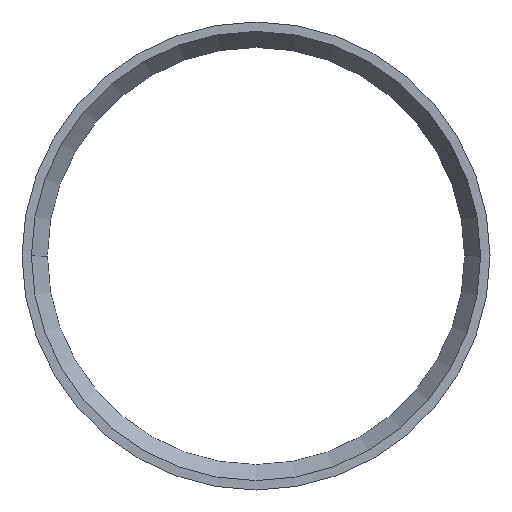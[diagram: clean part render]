
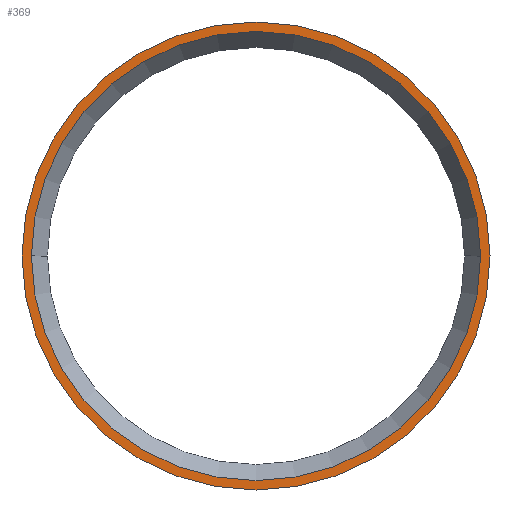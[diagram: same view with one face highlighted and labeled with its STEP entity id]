
A CAD part, left-side view. The second image highlights one B-rep face of the part: STEP entity #369.
In plain terms, the highlighted planar face has unit normal (-1, 0, 0).
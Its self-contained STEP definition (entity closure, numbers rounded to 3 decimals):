
#1 = AXIS2_PLACEMENT_3D ( 'NONE', #5, #75, #387 ) ;
#5 = CARTESIAN_POINT ( 'NONE',  ( 0., 0., 0. ) ) ;
#8 = FACE_OUTER_BOUND ( 'NONE', #324, .T. ) ;
#18 = CARTESIAN_POINT ( 'NONE',  ( 0., 80.74, 0. ) ) ;
#25 = DIRECTION ( 'NONE',  ( 0., 1., 0. ) ) ;
#34 = CARTESIAN_POINT ( 'NONE',  ( 0., 0., 0. ) ) ;
#39 = DIRECTION ( 'NONE',  ( 0., 1., 0. ) ) ;
#53 = DIRECTION ( 'NONE',  ( 0., -1., 0. ) ) ;
#75 = DIRECTION ( 'NONE',  ( 1., 0., 0. ) ) ;
#79 = VERTEX_POINT ( 'NONE', #374 ) ;
#99 = CARTESIAN_POINT ( 'NONE',  ( 0., 0., 0. ) ) ;
#100 = EDGE_CURVE ( 'NONE', #192, #125, #188, .T. ) ;
#107 = EDGE_CURVE ( 'NONE', #125, #192, #241, .T. ) ;
#109 = DIRECTION ( 'NONE',  ( 1., 0., 0. ) ) ;
#125 = VERTEX_POINT ( 'NONE', #282 ) ;
#145 = EDGE_CURVE ( 'NONE', #301, #79, #252, .T. ) ;
#150 = DIRECTION ( 'NONE',  ( 1., 0., 0. ) ) ;
#164 = EDGE_LOOP ( 'NONE', ( #394, #187 ) ) ;
#171 = PLANE ( 'NONE',  #368 ) ;
#179 = DIRECTION ( 'NONE',  ( 0., 1., 0. ) ) ;
#187 = ORIENTED_EDGE ( 'NONE', *, *, #107, .T. ) ;
#188 = CIRCLE ( 'NONE', #197, 80.74 ) ;
#191 = CARTESIAN_POINT ( 'NONE',  ( 0., 80.74, 0. ) ) ;
#192 = VERTEX_POINT ( 'NONE', #191 ) ;
#197 = AXIS2_PLACEMENT_3D ( 'NONE', #318, #315, #179 ) ;
#234 = ORIENTED_EDGE ( 'NONE', *, *, #317, .F. ) ;
#241 = CIRCLE ( 'NONE', #287, 80.74 ) ;
#252 = CIRCLE ( 'NONE', #1, 84.14 ) ;
#265 = DIRECTION ( 'NONE',  ( -1., 0., 0. ) ) ;
#277 = CIRCLE ( 'NONE', #336, 84.14 ) ;
#282 = CARTESIAN_POINT ( 'NONE',  ( 0., -80.74, 0. ) ) ;
#287 = AXIS2_PLACEMENT_3D ( 'NONE', #34, #150, #25 ) ;
#296 = FACE_BOUND ( 'NONE', #164, .T. ) ;
#301 = VERTEX_POINT ( 'NONE', #364 ) ;
#315 = DIRECTION ( 'NONE',  ( 1., 0., 0. ) ) ;
#317 = EDGE_CURVE ( 'NONE', #79, #301, #277, .T. ) ;
#318 = CARTESIAN_POINT ( 'NONE',  ( 0., 0., 0. ) ) ;
#324 = EDGE_LOOP ( 'NONE', ( #234, #388 ) ) ;
#336 = AXIS2_PLACEMENT_3D ( 'NONE', #99, #109, #39 ) ;
#364 = CARTESIAN_POINT ( 'NONE',  ( 0., -84.14, 0. ) ) ;
#368 = AXIS2_PLACEMENT_3D ( 'NONE', #18, #265, #53 ) ;
#369 = ADVANCED_FACE ( 'NONE', ( #296, #8 ), #171, .T. ) ;
#374 = CARTESIAN_POINT ( 'NONE',  ( 0., 84.14, 0. ) ) ;
#387 = DIRECTION ( 'NONE',  ( 0., 1., 0. ) ) ;
#388 = ORIENTED_EDGE ( 'NONE', *, *, #145, .F. ) ;
#394 = ORIENTED_EDGE ( 'NONE', *, *, #100, .T. ) ;
